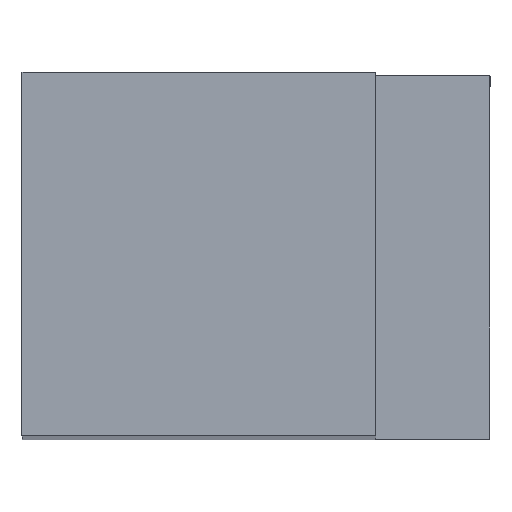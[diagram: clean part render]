
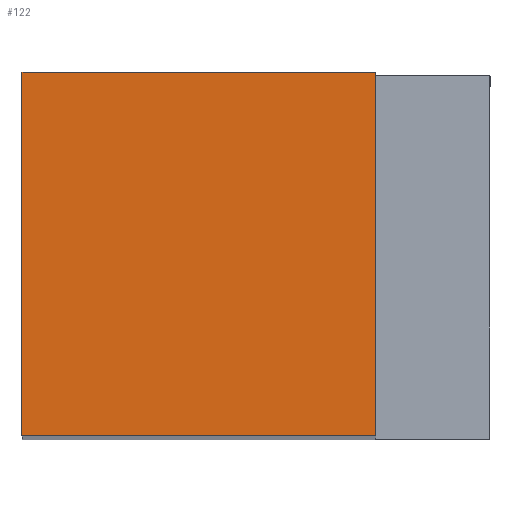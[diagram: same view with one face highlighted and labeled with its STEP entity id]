
A CAD part, top view. The second image highlights one B-rep face of the part: STEP entity #122.
In plain terms, the highlighted planar face has unit normal (0, 0, 1).
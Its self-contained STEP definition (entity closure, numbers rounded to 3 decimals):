
#36=LINE('',#572,#58);
#37=LINE('',#575,#59);
#38=LINE('',#577,#60);
#39=LINE('',#579,#61);
#58=VECTOR('',#477,1.);
#59=VECTOR('',#478,1.);
#60=VECTOR('',#479,1.);
#61=VECTOR('',#480,1.);
#122=ADVANCED_FACE('',(#149),#138,.T.);
#138=PLANE('',#414);
#149=FACE_OUTER_BOUND('',#170,.T.);
#170=EDGE_LOOP('',(#204,#205,#206,#207));
#204=ORIENTED_EDGE('',*,*,#303,.T.);
#205=ORIENTED_EDGE('',*,*,#304,.F.);
#206=ORIENTED_EDGE('',*,*,#305,.F.);
#207=ORIENTED_EDGE('',*,*,#306,.T.);
#272=VERTEX_POINT('',#573);
#273=VERTEX_POINT('',#574);
#274=VERTEX_POINT('',#576);
#275=VERTEX_POINT('',#578);
#303=EDGE_CURVE('',#272,#273,#36,.T.);
#304=EDGE_CURVE('',#274,#273,#37,.T.);
#305=EDGE_CURVE('',#275,#274,#38,.T.);
#306=EDGE_CURVE('',#275,#272,#39,.T.);
#414=AXIS2_PLACEMENT_3D('',#580,#481,#482);
#477=DIRECTION('',(0.,-1.,0.));
#478=DIRECTION('',(-1.,0.,0.));
#479=DIRECTION('',(0.,-1.,0.));
#480=DIRECTION('',(-1.,0.,0.));
#481=DIRECTION('',(0.,0.,1.));
#482=DIRECTION('',(0.,1.,0.));
#572=CARTESIAN_POINT('',(-12.35,12.7,0.));
#573=CARTESIAN_POINT('',(-12.35,12.7,0.));
#574=CARTESIAN_POINT('',(-12.35,0.,0.));
#575=CARTESIAN_POINT('',(0.,0.,0.));
#576=CARTESIAN_POINT('',(0.,0.,0.));
#577=CARTESIAN_POINT('',(0.,12.7,0.));
#578=CARTESIAN_POINT('',(0.,12.7,0.));
#579=CARTESIAN_POINT('',(0.,12.7,0.));
#580=CARTESIAN_POINT('',(0.,12.7,0.));
